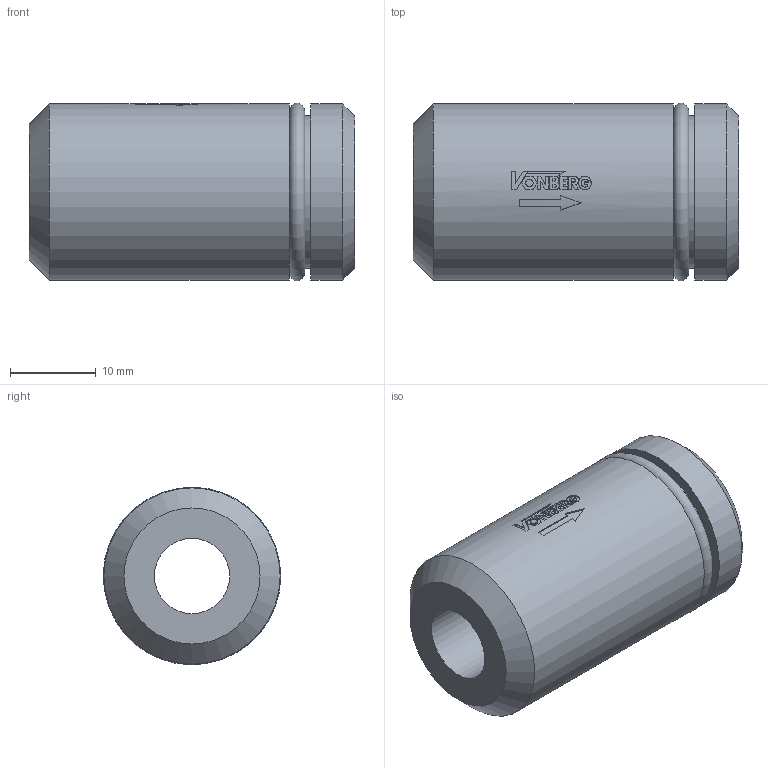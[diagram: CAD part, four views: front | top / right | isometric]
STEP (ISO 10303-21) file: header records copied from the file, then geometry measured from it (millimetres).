
FILE_DESCRIPTION((''),'2;1');
FILE_NAME('14208.stp','2015-01-02T16:09:42',('jml'),(''),'Autodesk Inventor 2010','Autodesk Inventor 2010','');
FILE_SCHEMA(('AUTOMOTIVE_DESIGN { 1 0 10303 214 1 1 1 1 }'));
Length unit declared in the file: inch
Products named in the file (3): 14208; 600015; 017 O-RING
Assembly tree (2 placements, depth 2):
  14208
    600015
    017 O-RING
Bounding box: 37.97 x 20.72 x 20.72 mm (x, y, z)
Volume: 10035.3 mm3; surface area: 4381.7 mm2
Topology: 2 solids, 2 shells, 109 faces, 274 edges, 182 vertices
Faces by surface type: plane 59, bspline 30, cylinder 17, cone 2, torus 1
Full cylindrical faces by diameter (mm): 8.788 x1, 17.831 x1, 20.574 x2
Entity records: 8512 total; most frequent: CARTESIAN_POINT 5974, ORIENTED_EDGE 534, DIRECTION 366, EDGE_CURVE 267, VERTEX_POINT 181, EDGE_LOOP 132, VECTOR 124, LINE 124
